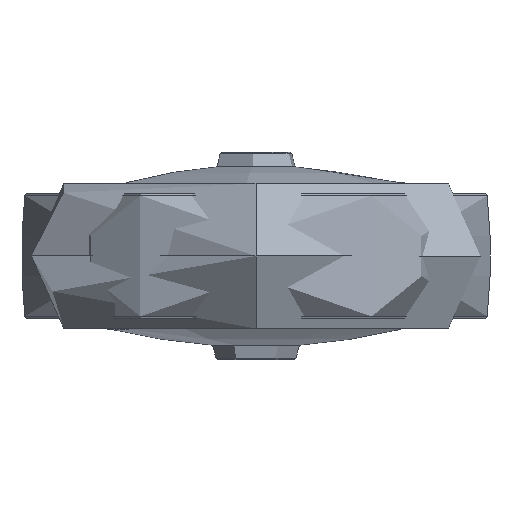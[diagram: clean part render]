
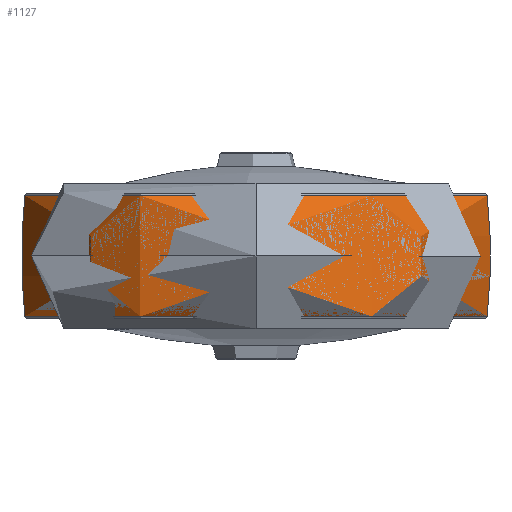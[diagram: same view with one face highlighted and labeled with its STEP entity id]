
A CAD part, front view. The second image highlights one B-rep face of the part: STEP entity #1127.
In plain terms, the highlighted toroidal (fillet/blend) face has major radius 83.478 mm and minor radius 140 mm.
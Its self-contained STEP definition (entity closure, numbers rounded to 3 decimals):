
#954 = TOROIDAL_SURFACE ( 'NONE', #16485, -83.478, 140. ) ;
#1127 = ADVANCED_FACE ( 'NONE', ( #13170 ), #954, .T. ) ;
#1571 = AXIS2_PLACEMENT_3D ( 'NONE', #6850, #15566, #15410 ) ;
#2038 = AXIS2_PLACEMENT_3D ( 'NONE', #17117, #23855, #25848 ) ;
#2505 = AXIS2_PLACEMENT_3D ( 'NONE', #21094, #10457, #7787 ) ;
#4004 = CARTESIAN_POINT ( 'NONE',  ( 55.76, 0., 14.584 ) ) ;
#5654 = VERTEX_POINT ( 'NONE', #4004 ) ;
#5704 = CIRCLE ( 'NONE', #1571, 55.76 ) ;
#6600 = CIRCLE ( 'NONE', #17111, 140. ) ;
#6796 = CARTESIAN_POINT ( 'NONE',  ( 0., 0., 0. ) ) ;
#6850 = CARTESIAN_POINT ( 'NONE',  ( 0., 0., -14.584 ) ) ;
#7787 = DIRECTION ( 'NONE',  ( -1., 0., 0. ) ) ;
#7960 = ORIENTED_EDGE ( 'NONE', *, *, #9577, .T. ) ;
#8117 = CARTESIAN_POINT ( 'NONE',  ( -55.76, 0., 14.584 ) ) ;
#8843 = VERTEX_POINT ( 'NONE', #18976 ) ;
#9577 = EDGE_CURVE ( 'NONE', #5654, #25615, #17984, .T. ) ;
#10250 = ORIENTED_EDGE ( 'NONE', *, *, #21089, .F. ) ;
#10390 = EDGE_CURVE ( 'NONE', #8843, #14407, #5704, .T. ) ;
#10457 = DIRECTION ( 'NONE',  ( 0., 0., -1. ) ) ;
#13170 = FACE_OUTER_BOUND ( 'NONE', #13477, .T. ) ;
#13477 = EDGE_LOOP ( 'NONE', ( #10250, #7960, #18935, #14560 ) ) ;
#14407 = VERTEX_POINT ( 'NONE', #23835 ) ;
#14560 = ORIENTED_EDGE ( 'NONE', *, *, #10390, .F. ) ;
#15410 = DIRECTION ( 'NONE',  ( -1., 0., 0. ) ) ;
#15566 = DIRECTION ( 'NONE',  ( 0., 0., -1. ) ) ;
#16485 = AXIS2_PLACEMENT_3D ( 'NONE', #6796, #20093, #26235 ) ;
#17111 = AXIS2_PLACEMENT_3D ( 'NONE', #18187, #22926, #24775 ) ;
#17117 = CARTESIAN_POINT ( 'NONE',  ( 83.478, 0., 0. ) ) ;
#17984 = CIRCLE ( 'NONE', #2505, 55.76 ) ;
#18187 = CARTESIAN_POINT ( 'NONE',  ( -83.478, 0., 0. ) ) ;
#18935 = ORIENTED_EDGE ( 'NONE', *, *, #20722, .T. ) ;
#18976 = CARTESIAN_POINT ( 'NONE',  ( 55.76, 0., -14.584 ) ) ;
#20093 = DIRECTION ( 'NONE',  ( 0., 0., -1. ) ) ;
#20295 = CIRCLE ( 'NONE', #2038, 140. ) ;
#20722 = EDGE_CURVE ( 'NONE', #25615, #14407, #20295, .T. ) ;
#21089 = EDGE_CURVE ( 'NONE', #5654, #8843, #6600, .T. ) ;
#21094 = CARTESIAN_POINT ( 'NONE',  ( 0., 0., 14.584 ) ) ;
#22926 = DIRECTION ( 'NONE',  ( 0., 1., 0. ) ) ;
#23835 = CARTESIAN_POINT ( 'NONE',  ( -55.76, 0., -14.584 ) ) ;
#23855 = DIRECTION ( 'NONE',  ( 0., -1., 0. ) ) ;
#24775 = DIRECTION ( 'NONE',  ( -1., 0., 0. ) ) ;
#25615 = VERTEX_POINT ( 'NONE', #8117 ) ;
#25848 = DIRECTION ( 'NONE',  ( 0., 0., -1. ) ) ;
#26235 = DIRECTION ( 'NONE',  ( -1., 0., 0. ) ) ;
